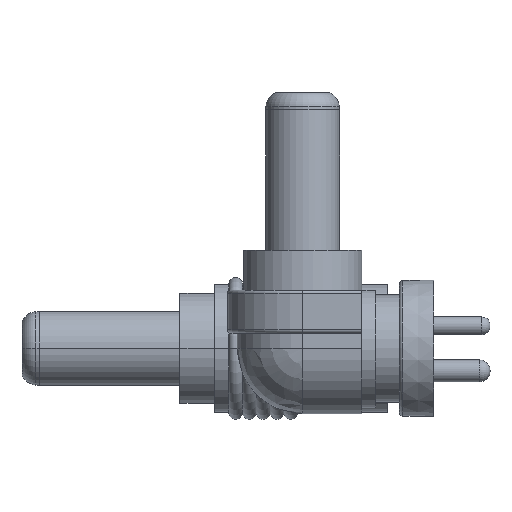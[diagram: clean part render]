
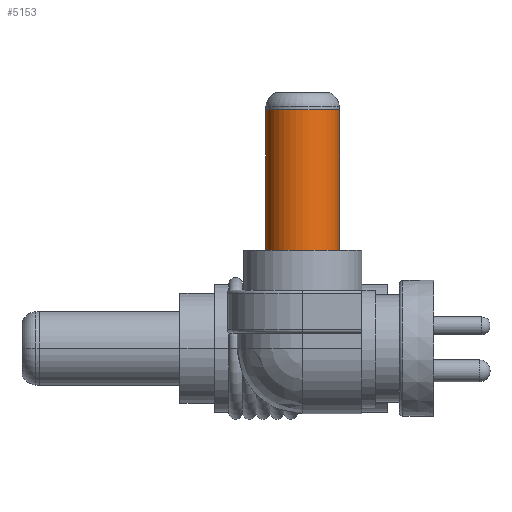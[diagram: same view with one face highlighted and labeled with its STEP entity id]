
A CAD part, left-side view. The second image highlights one B-rep face of the part: STEP entity #5153.
In plain terms, the highlighted cylindrical face has radius 2.756 mm (diameter 5.512 mm), a partial arc.
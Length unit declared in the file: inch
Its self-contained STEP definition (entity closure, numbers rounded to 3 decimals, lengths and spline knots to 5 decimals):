
#163 = FACE_OUTER_BOUND ( 'NONE', #1473, .T. ) ;
#172 = CYLINDRICAL_SURFACE ( 'NONE', #3539, 0.1085 ) ;
#610 = DIRECTION ( 'NONE',  ( 1., 0., 0. ) ) ;
#611 = CARTESIAN_POINT ( 'NONE',  ( -0.61581, 0., 0.1085 ) ) ;
#628 = DIRECTION ( 'NONE',  ( 1., 0., 0. ) ) ;
#813 = CARTESIAN_POINT ( 'NONE',  ( -0.61581, 0., -0.1085 ) ) ;
#966 = DIRECTION ( 'NONE',  ( 0., 0., -1. ) ) ;
#967 = DIRECTION ( 'NONE',  ( 1., 0., 0. ) ) ;
#975 = CARTESIAN_POINT ( 'NONE',  ( -0.89, 0., 0. ) ) ;
#984 = CARTESIAN_POINT ( 'NONE',  ( -0.478, 0., 0. ) ) ;
#990 = DIRECTION ( 'NONE',  ( 0., 0., -1. ) ) ;
#993 = DIRECTION ( 'NONE',  ( 1., 0., 0. ) ) ;
#1473 = EDGE_LOOP ( 'NONE', ( #8529, #8530, #8531, #8532 ) ) ;
#2840 = LINE ( 'NONE', #813, #2858 ) ;
#2854 = LINE ( 'NONE', #611, #2855 ) ;
#2855 = VECTOR ( 'NONE', #610, 39.37008 ) ;
#2858 = VECTOR ( 'NONE', #628, 39.37008 ) ;
#3031 = CIRCLE ( 'NONE', #7049, 0.1085 ) ;
#3033 = CIRCLE ( 'NONE', #7048, 0.1085 ) ;
#3539 = AXIS2_PLACEMENT_3D ( 'NONE', #4668, #4684, #4650 ) ;
#4650 = DIRECTION ( 'NONE',  ( 0., 0., -1. ) ) ;
#4668 = CARTESIAN_POINT ( 'NONE',  ( -0.61581, 0., 0. ) ) ;
#4684 = DIRECTION ( 'NONE',  ( 1., 0., 0. ) ) ;
#5153 = ADVANCED_FACE ( 'NONE', ( #163 ), #172, .T. ) ;
#6204 = CARTESIAN_POINT ( 'NONE',  ( -0.89, 0., 0.1085 ) ) ;
#6260 = CARTESIAN_POINT ( 'NONE',  ( -0.89, 0., -0.1085 ) ) ;
#6400 = CARTESIAN_POINT ( 'NONE',  ( -0.478, 0., 0.1085 ) ) ;
#6494 = CARTESIAN_POINT ( 'NONE',  ( -0.478, 0., -0.1085 ) ) ;
#7048 = AXIS2_PLACEMENT_3D ( 'NONE', #984, #993, #990 ) ;
#7049 = AXIS2_PLACEMENT_3D ( 'NONE', #975, #967, #966 ) ;
#8529 = ORIENTED_EDGE ( 'NONE', *, *, #9232, .F. ) ;
#8530 = ORIENTED_EDGE ( 'NONE', *, *, #9516, .T. ) ;
#8531 = ORIENTED_EDGE ( 'NONE', *, *, #9236, .T. ) ;
#8532 = ORIENTED_EDGE ( 'NONE', *, *, #9513, .F. ) ;
#9029 = VERTEX_POINT ( 'NONE', #6494 ) ;
#9035 = VERTEX_POINT ( 'NONE', #6400 ) ;
#9040 = VERTEX_POINT ( 'NONE', #6204 ) ;
#9050 = VERTEX_POINT ( 'NONE', #6260 ) ;
#9232 = EDGE_CURVE ( 'NONE', #9040, #9035, #2854, .T. ) ;
#9236 = EDGE_CURVE ( 'NONE', #9050, #9029, #2840, .T. ) ;
#9513 = EDGE_CURVE ( 'NONE', #9035, #9029, #3033, .T. ) ;
#9516 = EDGE_CURVE ( 'NONE', #9040, #9050, #3031, .T. ) ;
